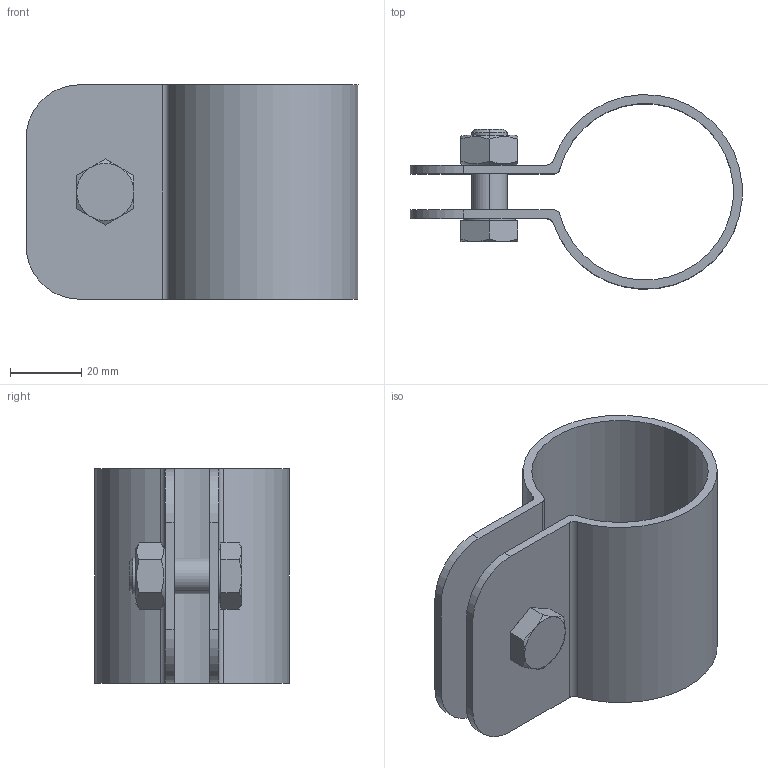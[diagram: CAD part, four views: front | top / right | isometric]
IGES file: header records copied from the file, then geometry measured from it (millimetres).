
Global section: file name: No Iges File Name specified; native system: Autodesk Inventor 2011; preprocessor: AutoDesk Inventor Iges Exporter R2011; author: turcimas; date: 20110318.182340; units: millimetre
Bounding box: 92.9 x 54.34 x 60 mm (x, y, z)
Volume: 38743.5 mm3; surface area: 31120.9 mm2
Topology: 3 solids, 3 shells, 60 faces, 140 edges, 88 vertices
Faces by surface type: plane 26, cone 12, cylinder 11, revolution 7, bspline 4
